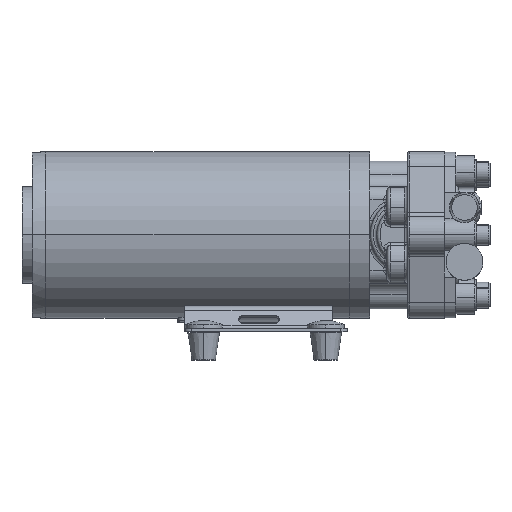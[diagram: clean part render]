
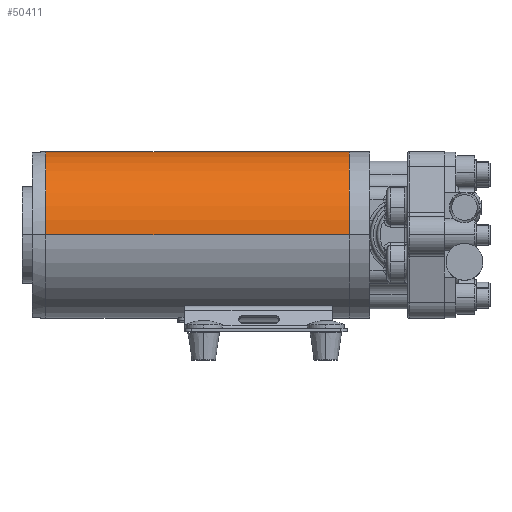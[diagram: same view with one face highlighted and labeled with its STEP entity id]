
A CAD part, top view. The second image highlights one B-rep face of the part: STEP entity #50411.
In plain terms, the highlighted cylindrical face has radius 38.989 mm (diameter 77.978 mm), a partial arc.
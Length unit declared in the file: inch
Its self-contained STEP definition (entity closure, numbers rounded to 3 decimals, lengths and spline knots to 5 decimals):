
#18342 = DIRECTION ( 'NONE',  ( 1., 0., 0. ) ) ;
#21789 = EDGE_LOOP ( 'NONE', ( #143556, #60403, #63936, #144295 ) ) ;
#24523 = AXIS2_PLACEMENT_3D ( 'NONE', #114279, #100844, #89153 ) ;
#27805 = EDGE_CURVE ( 'NONE', #74366, #89836, #93984, .T. ) ;
#35288 = FACE_OUTER_BOUND ( 'NONE', #21789, .T. ) ;
#36908 = VECTOR ( 'NONE', #77489, 39.37008 ) ;
#41437 = VERTEX_POINT ( 'NONE', #72363 ) ;
#45613 = AXIS2_PLACEMENT_3D ( 'NONE', #84920, #100640, #85501 ) ;
#45814 = CARTESIAN_POINT ( 'NONE',  ( 3.8875, -0.18478, 0.36412 ) ) ;
#50013 = CARTESIAN_POINT ( 'NONE',  ( 2.49794, -0.18478, -1.17088 ) ) ;
#50411 = ADVANCED_FACE ( 'NONE', ( #35288 ), #125966, .T. ) ;
#60403 = ORIENTED_EDGE ( 'NONE', *, *, #94343, .T. ) ;
#63936 = ORIENTED_EDGE ( 'NONE', *, *, #27805, .F. ) ;
#71063 = VERTEX_POINT ( 'NONE', #92641 ) ;
#72363 = CARTESIAN_POINT ( 'NONE',  ( -3.09706, -0.18478, 1.89912 ) ) ;
#74366 = VERTEX_POINT ( 'NONE', #50013 ) ;
#77489 = DIRECTION ( 'NONE',  ( 1., 0., 0. ) ) ;
#84920 = CARTESIAN_POINT ( 'NONE',  ( -3.09706, -0.18478, 0.36412 ) ) ;
#85501 = DIRECTION ( 'NONE',  ( 0., 0., -1. ) ) ;
#89153 = DIRECTION ( 'NONE',  ( 0., 0., -1. ) ) ;
#89836 = VERTEX_POINT ( 'NONE', #150501 ) ;
#92641 = CARTESIAN_POINT ( 'NONE',  ( -3.09706, -0.18478, -1.17088 ) ) ;
#93984 = CIRCLE ( 'NONE', #24523, 1.535 ) ;
#94343 = EDGE_CURVE ( 'NONE', #41437, #89836, #101091, .T. ) ;
#100640 = DIRECTION ( 'NONE',  ( 1., 0., 0. ) ) ;
#100737 = EDGE_CURVE ( 'NONE', #71063, #41437, #120484, .T. ) ;
#100844 = DIRECTION ( 'NONE',  ( 1., 0., 0. ) ) ;
#101091 = LINE ( 'NONE', #110969, #170064 ) ;
#110969 = CARTESIAN_POINT ( 'NONE',  ( 3.8875, -0.18478, 1.89912 ) ) ;
#111519 = DIRECTION ( 'NONE',  ( 1., 0., 0. ) ) ;
#114279 = CARTESIAN_POINT ( 'NONE',  ( 2.49794, -0.18478, 0.36412 ) ) ;
#120484 = CIRCLE ( 'NONE', #45613, 1.535 ) ;
#120659 = EDGE_CURVE ( 'NONE', #71063, #74366, #133030, .T. ) ;
#124097 = DIRECTION ( 'NONE',  ( 0., 0., -1. ) ) ;
#125909 = AXIS2_PLACEMENT_3D ( 'NONE', #45814, #18342, #124097 ) ;
#125966 = CYLINDRICAL_SURFACE ( 'NONE', #125909, 1.535 ) ;
#130530 = CARTESIAN_POINT ( 'NONE',  ( 3.8875, -0.18478, -1.17088 ) ) ;
#133030 = LINE ( 'NONE', #130530, #36908 ) ;
#143556 = ORIENTED_EDGE ( 'NONE', *, *, #100737, .T. ) ;
#144295 = ORIENTED_EDGE ( 'NONE', *, *, #120659, .F. ) ;
#150501 = CARTESIAN_POINT ( 'NONE',  ( 2.49794, -0.18478, 1.89912 ) ) ;
#170064 = VECTOR ( 'NONE', #111519, 39.37008 ) ;
